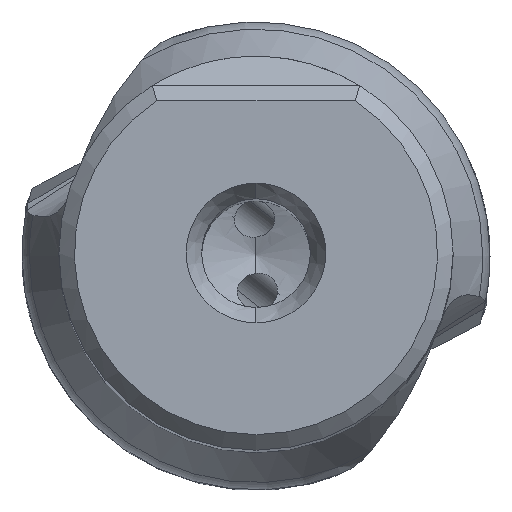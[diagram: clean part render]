
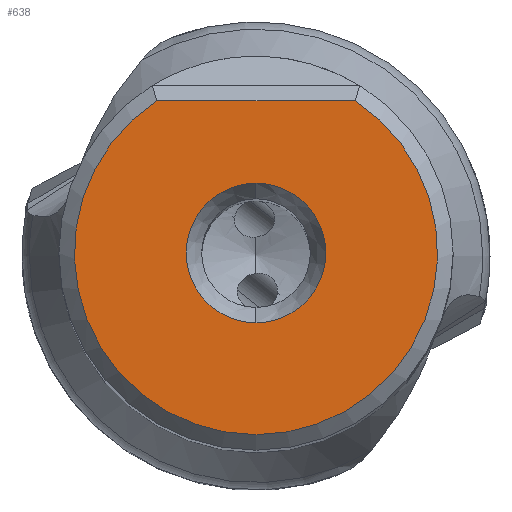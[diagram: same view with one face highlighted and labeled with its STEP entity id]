
A CAD part, top view. The second image highlights one B-rep face of the part: STEP entity #638.
In plain terms, the highlighted planar face has unit normal (0, 0, 1).
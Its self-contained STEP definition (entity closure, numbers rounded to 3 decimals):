
#366=PLANE('',#4653);
#404=FACE_BOUND('',#1131,.T.);
#405=FACE_BOUND('',#1132,.T.);
#638=ADVANCED_FACE('',(#404,#405),#366,.T.);
#1131=EDGE_LOOP('',(#2105,#2106));
#1132=EDGE_LOOP('',(#2107,#2108));
#1344=CIRCLE('',#4646,11.7);
#1346=CIRCLE('',#4650,4.5);
#1347=CIRCLE('',#4652,4.5);
#2105=ORIENTED_EDGE('',*,*,#3605,.F.);
#2106=ORIENTED_EDGE('',*,*,#3606,.F.);
#2107=ORIENTED_EDGE('',*,*,#3599,.T.);
#2108=ORIENTED_EDGE('',*,*,#3601,.T.);
#3042=VERTEX_POINT('',#8238);
#3043=VERTEX_POINT('',#8240);
#3044=VERTEX_POINT('',#8250);
#3047=VERTEX_POINT('',#8255);
#3599=EDGE_CURVE('',#3043,#3042,#1344,.T.);
#3601=EDGE_CURVE('',#3042,#3043,#4013,.T.);
#3605=EDGE_CURVE('',#3047,#3044,#1346,.T.);
#3606=EDGE_CURVE('',#3044,#3047,#1347,.T.);
#4013=LINE('',#8247,#4230);
#4230=VECTOR('',#5466,1.);
#4646=AXIS2_PLACEMENT_3D('',#8239,#5462,#5463);
#4650=AXIS2_PLACEMENT_3D('',#8256,#5473,#5474);
#4652=AXIS2_PLACEMENT_3D('',#8258,#5477,#5478);
#4653=AXIS2_PLACEMENT_3D('',#8259,#5479,#5480);
#5462=DIRECTION('',(0.,0.,1.));
#5463=DIRECTION('',(-0.546,0.838,0.));
#5466=DIRECTION('',(-1.,0.,0.));
#5473=DIRECTION('',(0.,0.,1.));
#5474=DIRECTION('',(0.,1.,0.));
#5477=DIRECTION('',(0.,0.,1.));
#5478=DIRECTION('',(0.,-1.,0.));
#5479=DIRECTION('',(0.,0.,1.));
#5480=DIRECTION('',(1.,0.,0.));
#8238=CARTESIAN_POINT('',(6.391,9.8,43.656));
#8239=CARTESIAN_POINT('',(0.,0.,43.656));
#8240=CARTESIAN_POINT('',(-6.391,9.8,43.656));
#8247=CARTESIAN_POINT('',(6.391,9.8,43.656));
#8250=CARTESIAN_POINT('',(0.,-4.5,43.656));
#8255=CARTESIAN_POINT('',(0.,4.5,43.656));
#8256=CARTESIAN_POINT('',(0.,0.,43.656));
#8258=CARTESIAN_POINT('',(0.,0.,43.656));
#8259=CARTESIAN_POINT('',(0.,-1.05,43.656));
